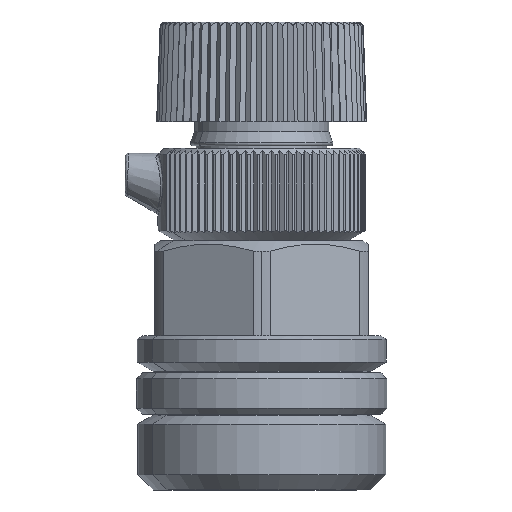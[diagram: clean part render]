
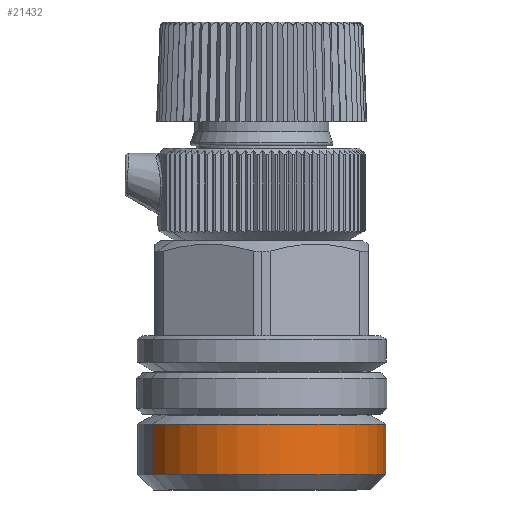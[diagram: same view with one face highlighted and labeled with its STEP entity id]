
A CAD part, left-side view. The second image highlights one B-rep face of the part: STEP entity #21432.
In plain terms, the highlighted cylindrical face has radius 10.45 mm (diameter 20.9 mm), a partial arc.
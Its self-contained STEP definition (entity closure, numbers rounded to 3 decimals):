
#21368=CARTESIAN_POINT('Vertex',(-5.01,9.171,5.549)) ;
#21371=CARTESIAN_POINT('Axis2P3D Location',(0.,0.,5.549)) ;
#21375=CARTESIAN_POINT('Vertex',(5.01,-9.171,5.549)) ;
#21402=CARTESIAN_POINT('Axis2P3D Location',(0.,0.,6.5)) ;
#21407=CARTESIAN_POINT('Line Origine',(5.01,-9.171,2.775)) ;
#21411=CARTESIAN_POINT('Vertex',(5.01,-9.171,1.3)) ;
#21414=CARTESIAN_POINT('Line Origine',(-5.01,9.171,2.775)) ;
#21418=CARTESIAN_POINT('Vertex',(-5.01,9.171,1.3)) ;
#21421=CARTESIAN_POINT('Axis2P3D Location',(0.,0.,1.3)) ;
#21372=DIRECTION('Axis2P3D Direction',(0.,0.,-1.)) ;
#21403=DIRECTION('Axis2P3D Direction',(0.,0.,1.)) ;
#21404=DIRECTION('Axis2P3D XDirection',(0.479,-0.878,0.)) ;
#21408=DIRECTION('Vector Direction',(0.,0.,1.)) ;
#21415=DIRECTION('Vector Direction',(0.,0.,1.)) ;
#21422=DIRECTION('Axis2P3D Direction',(0.,0.,1.)) ;
#21373=AXIS2_PLACEMENT_3D('Circle Axis2P3D',#21371,#21372,$) ;
#21405=AXIS2_PLACEMENT_3D('Cylinder Axis2P3D',#21402,#21403,#21404) ;
#21423=AXIS2_PLACEMENT_3D('Circle Axis2P3D',#21421,#21422,$) ;
#21427=ORIENTED_EDGE('',*,*,#21413,.F.) ;
#21428=ORIENTED_EDGE('',*,*,#21377,.F.) ;
#21429=ORIENTED_EDGE('',*,*,#21420,.T.) ;
#21430=ORIENTED_EDGE('',*,*,#21425,.T.) ;
#21409=VECTOR('Line Direction',#21408,1.) ;
#21416=VECTOR('Line Direction',#21415,1.) ;
#21432=ADVANCED_FACE('PartBody',(#21431),#21406,.T.) ;
#21374=CIRCLE('generated circle',#21373,10.45) ;
#21424=CIRCLE('generated circle',#21423,10.45) ;
#21406=CYLINDRICAL_SURFACE('generated cylinder',#21405,10.45) ;
#21377=EDGE_CURVE('',#21369,#21376,#21374,.F.) ;
#21413=EDGE_CURVE('',#21376,#21412,#21410,.F.) ;
#21420=EDGE_CURVE('',#21369,#21419,#21417,.F.) ;
#21425=EDGE_CURVE('',#21419,#21412,#21424,.T.) ;
#21426=EDGE_LOOP('',(#21427,#21428,#21429,#21430)) ;
#21431=FACE_OUTER_BOUND('',#21426,.T.) ;
#21410=LINE('Line',#21407,#21409) ;
#21417=LINE('Line',#21414,#21416) ;
#21369=VERTEX_POINT('',#21368) ;
#21376=VERTEX_POINT('',#21375) ;
#21412=VERTEX_POINT('',#21411) ;
#21419=VERTEX_POINT('',#21418) ;
